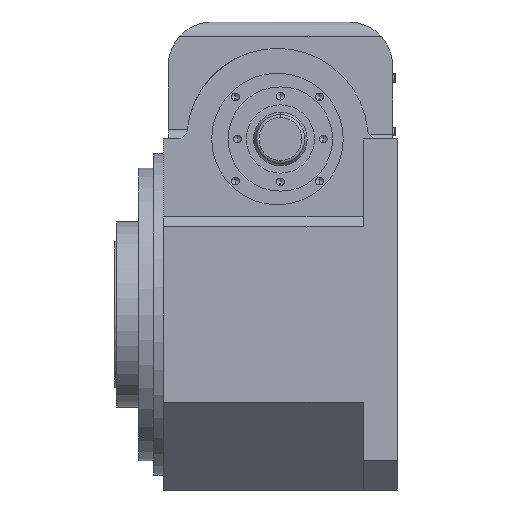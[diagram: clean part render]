
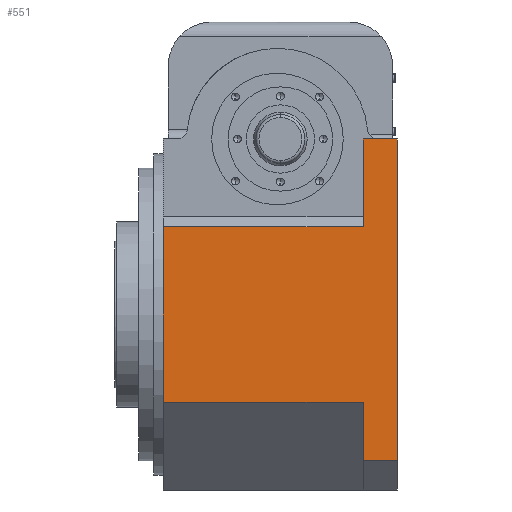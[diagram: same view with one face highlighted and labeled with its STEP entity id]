
A CAD part, left-side view. The second image highlights one B-rep face of the part: STEP entity #551.
In plain terms, the highlighted planar face has unit normal (-1, 0, 0).
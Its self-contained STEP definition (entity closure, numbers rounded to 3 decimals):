
#551 = ADVANCED_FACE ( 'NONE', ( #20298 ), #3746, .F. ) ;
#610 = CARTESIAN_POINT ( 'NONE',  ( -266.891, 628.01, -210. ) ) ;
#852 = VERTEX_POINT ( 'NONE', #22453 ) ;
#1011 = VECTOR ( 'NONE', #20593, 1000. ) ;
#1013 = LINE ( 'NONE', #13198, #21105 ) ;
#1056 = VECTOR ( 'NONE', #11832, 1000. ) ;
#1196 = CARTESIAN_POINT ( 'NONE',  ( -266.891, -86.106, -210. ) ) ;
#2327 = VECTOR ( 'NONE', #8271, 1000. ) ;
#2596 = EDGE_CURVE ( 'NONE', #25973, #852, #24286, .T. ) ;
#2650 = ORIENTED_EDGE ( 'NONE', *, *, #10845, .F. ) ;
#2715 = LINE ( 'NONE', #13760, #1056 ) ;
#3010 = EDGE_CURVE ( 'NONE', #8202, #14310, #15168, .T. ) ;
#3018 = DIRECTION ( 'NONE',  ( 0., 0., -1. ) ) ;
#3201 = EDGE_CURVE ( 'NONE', #25951, #8774, #17030, .T. ) ;
#3209 = ORIENTED_EDGE ( 'NONE', *, *, #3010, .T. ) ;
#3380 = LINE ( 'NONE', #5296, #16610 ) ;
#3523 = VECTOR ( 'NONE', #7800, 1000. ) ;
#3746 = PLANE ( 'NONE',  #7743 ) ;
#5204 = CARTESIAN_POINT ( 'NONE',  ( -266.891, 628.01, 30. ) ) ;
#5296 = CARTESIAN_POINT ( 'NONE',  ( -266.891, 118.894, 30. ) ) ;
#6900 = LINE ( 'NONE', #5204, #16960 ) ;
#7272 = CARTESIAN_POINT ( 'NONE',  ( -266.891, -121.106, 120. ) ) ;
#7743 = AXIS2_PLACEMENT_3D ( 'NONE', #21470, #9741, #13510 ) ;
#7800 = DIRECTION ( 'NONE',  ( 0., 1., 0. ) ) ;
#8202 = VERTEX_POINT ( 'NONE', #7272 ) ;
#8271 = DIRECTION ( 'NONE',  ( 0., -1., 0. ) ) ;
#8407 = LINE ( 'NONE', #17082, #9020 ) ;
#8774 = VERTEX_POINT ( 'NONE', #14777 ) ;
#9020 = VECTOR ( 'NONE', #3018, 1000. ) ;
#9741 = DIRECTION ( 'NONE',  ( 1., 0., 0. ) ) ;
#10189 = ORIENTED_EDGE ( 'NONE', *, *, #18249, .T. ) ;
#10574 = EDGE_CURVE ( 'NONE', #8774, #25973, #2715, .T. ) ;
#10845 = EDGE_CURVE ( 'NONE', #14327, #18713, #6900, .T. ) ;
#10977 = ORIENTED_EDGE ( 'NONE', *, *, #3201, .T. ) ;
#11193 = DIRECTION ( 'NONE',  ( 0., 0., -1. ) ) ;
#11432 = EDGE_LOOP ( 'NONE', ( #15299, #3209, #10189, #2650, #17721, #10977, #16157, #25517 ) ) ;
#11489 = CARTESIAN_POINT ( 'NONE',  ( -266.891, 118.894, -150. ) ) ;
#11832 = DIRECTION ( 'NONE',  ( 0., 0., -1. ) ) ;
#12208 = CARTESIAN_POINT ( 'NONE',  ( -266.891, -86.106, 120. ) ) ;
#12970 = EDGE_CURVE ( 'NONE', #25951, #14327, #3380, .T. ) ;
#13198 = CARTESIAN_POINT ( 'NONE',  ( -266.891, -86.106, 120. ) ) ;
#13510 = DIRECTION ( 'NONE',  ( 0., 1., 0. ) ) ;
#13565 = DIRECTION ( 'NONE',  ( 0., 0., 1. ) ) ;
#13760 = CARTESIAN_POINT ( 'NONE',  ( -266.891, -86.106, 120. ) ) ;
#14310 = VERTEX_POINT ( 'NONE', #12208 ) ;
#14327 = VERTEX_POINT ( 'NONE', #24196 ) ;
#14777 = CARTESIAN_POINT ( 'NONE',  ( -266.891, -86.106, -150. ) ) ;
#15168 = LINE ( 'NONE', #25946, #3523 ) ;
#15299 = ORIENTED_EDGE ( 'NONE', *, *, #21848, .F. ) ;
#16157 = ORIENTED_EDGE ( 'NONE', *, *, #10574, .T. ) ;
#16610 = VECTOR ( 'NONE', #13565, 1000. ) ;
#16960 = VECTOR ( 'NONE', #23291, 1000. ) ;
#17030 = LINE ( 'NONE', #20506, #1011 ) ;
#17082 = CARTESIAN_POINT ( 'NONE',  ( -266.891, -121.106, 30. ) ) ;
#17721 = ORIENTED_EDGE ( 'NONE', *, *, #12970, .F. ) ;
#18249 = EDGE_CURVE ( 'NONE', #14310, #18713, #1013, .T. ) ;
#18713 = VERTEX_POINT ( 'NONE', #19478 ) ;
#19478 = CARTESIAN_POINT ( 'NONE',  ( -266.891, -86.106, 30. ) ) ;
#20298 = FACE_OUTER_BOUND ( 'NONE', #11432, .T. ) ;
#20506 = CARTESIAN_POINT ( 'NONE',  ( -266.891, 628.01, -150. ) ) ;
#20593 = DIRECTION ( 'NONE',  ( 0., -1., 0. ) ) ;
#21105 = VECTOR ( 'NONE', #11193, 1000. ) ;
#21470 = CARTESIAN_POINT ( 'NONE',  ( -266.891, 628.01, 30. ) ) ;
#21848 = EDGE_CURVE ( 'NONE', #8202, #852, #8407, .T. ) ;
#22453 = CARTESIAN_POINT ( 'NONE',  ( -266.891, -121.106, -210. ) ) ;
#23291 = DIRECTION ( 'NONE',  ( 0., -1., 0. ) ) ;
#24196 = CARTESIAN_POINT ( 'NONE',  ( -266.891, 118.894, 30. ) ) ;
#24286 = LINE ( 'NONE', #610, #2327 ) ;
#25517 = ORIENTED_EDGE ( 'NONE', *, *, #2596, .T. ) ;
#25946 = CARTESIAN_POINT ( 'NONE',  ( -266.891, 628.01, 120. ) ) ;
#25951 = VERTEX_POINT ( 'NONE', #11489 ) ;
#25973 = VERTEX_POINT ( 'NONE', #1196 ) ;
